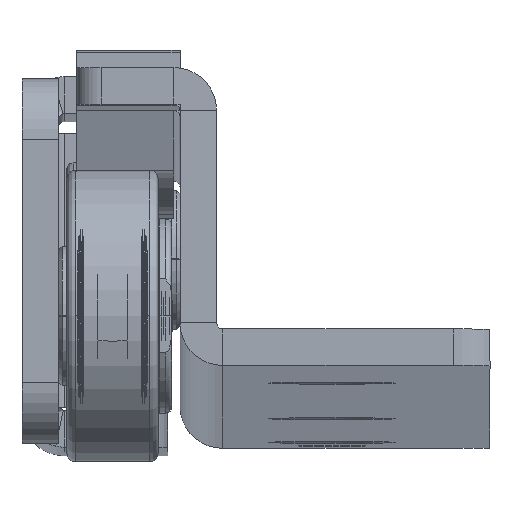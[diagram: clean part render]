
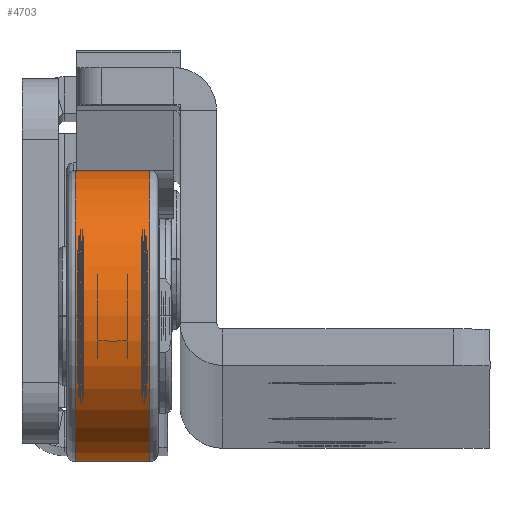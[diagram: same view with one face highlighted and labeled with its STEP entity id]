
A CAD part, top view. The second image highlights one B-rep face of the part: STEP entity #4703.
In plain terms, the highlighted cylindrical face has radius 12 mm (diameter 24 mm), a partial arc.
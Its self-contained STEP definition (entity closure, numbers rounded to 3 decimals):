
#62 = CARTESIAN_POINT ( 'NONE',  ( 3.05, -12., 0. ) ) ;
#520 = ORIENTED_EDGE ( 'NONE', *, *, #13178, .T. ) ;
#907 = CARTESIAN_POINT ( 'NONE',  ( -3.75, 0., 0. ) ) ;
#1055 = LINE ( 'NONE', #14790, #6739 ) ;
#1324 = AXIS2_PLACEMENT_3D ( 'NONE', #907, #14728, #4410 ) ;
#1471 = VERTEX_POINT ( 'NONE', #2417 ) ;
#1727 = VERTEX_POINT ( 'NONE', #14652 ) ;
#2405 = ORIENTED_EDGE ( 'NONE', *, *, #3716, .T. ) ;
#2417 = CARTESIAN_POINT ( 'NONE',  ( -3.05, 12., 0. ) ) ;
#3123 = AXIS2_PLACEMENT_3D ( 'NONE', #14994, #13770, #7900 ) ;
#3357 = CARTESIAN_POINT ( 'NONE',  ( -3.75, -12., 0. ) ) ;
#3716 = EDGE_CURVE ( 'NONE', #9914, #1471, #8860, .T. ) ;
#3840 = DIRECTION ( 'NONE',  ( 1., 0., 0. ) ) ;
#4410 = DIRECTION ( 'NONE',  ( 0., -1., 0. ) ) ;
#4490 = LINE ( 'NONE', #3357, #13994 ) ;
#4703 = ADVANCED_FACE ( 'NONE', ( #14590 ), #10838, .T. ) ;
#6023 = CARTESIAN_POINT ( 'NONE',  ( -3.05, 0., 0. ) ) ;
#6739 = VECTOR ( 'NONE', #10062, 1000. ) ;
#7389 = AXIS2_PLACEMENT_3D ( 'NONE', #6023, #3840, #13164 ) ;
#7900 = DIRECTION ( 'NONE',  ( 0., -1., 0. ) ) ;
#7939 = CIRCLE ( 'NONE', #3123, 12. ) ;
#7962 = CARTESIAN_POINT ( 'NONE',  ( -3.05, -12., 0. ) ) ;
#8860 = CIRCLE ( 'NONE', #7389, 12. ) ;
#9832 = ORIENTED_EDGE ( 'NONE', *, *, #12238, .T. ) ;
#9914 = VERTEX_POINT ( 'NONE', #7962 ) ;
#10061 = EDGE_LOOP ( 'NONE', ( #14131, #520, #9832, #2405 ) ) ;
#10062 = DIRECTION ( 'NONE',  ( -1., 0., 0. ) ) ;
#10838 = CYLINDRICAL_SURFACE ( 'NONE', #1324, 12. ) ;
#12238 = EDGE_CURVE ( 'NONE', #13779, #9914, #4490, .T. ) ;
#12473 = DIRECTION ( 'NONE',  ( -1., 0., 0. ) ) ;
#13164 = DIRECTION ( 'NONE',  ( 0., 1., 0. ) ) ;
#13178 = EDGE_CURVE ( 'NONE', #1727, #13779, #7939, .T. ) ;
#13675 = EDGE_CURVE ( 'NONE', #1727, #1471, #1055, .T. ) ;
#13770 = DIRECTION ( 'NONE',  ( -1., 0., 0. ) ) ;
#13779 = VERTEX_POINT ( 'NONE', #62 ) ;
#13994 = VECTOR ( 'NONE', #12473, 1000. ) ;
#14131 = ORIENTED_EDGE ( 'NONE', *, *, #13675, .F. ) ;
#14590 = FACE_OUTER_BOUND ( 'NONE', #10061, .T. ) ;
#14652 = CARTESIAN_POINT ( 'NONE',  ( 3.05, 12., 0. ) ) ;
#14728 = DIRECTION ( 'NONE',  ( -1., 0., 0. ) ) ;
#14790 = CARTESIAN_POINT ( 'NONE',  ( -3.75, 12., 0. ) ) ;
#14994 = CARTESIAN_POINT ( 'NONE',  ( 3.05, 0., 0. ) ) ;
